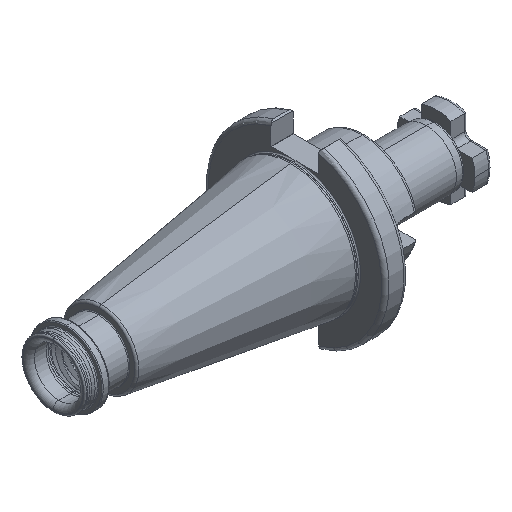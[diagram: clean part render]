
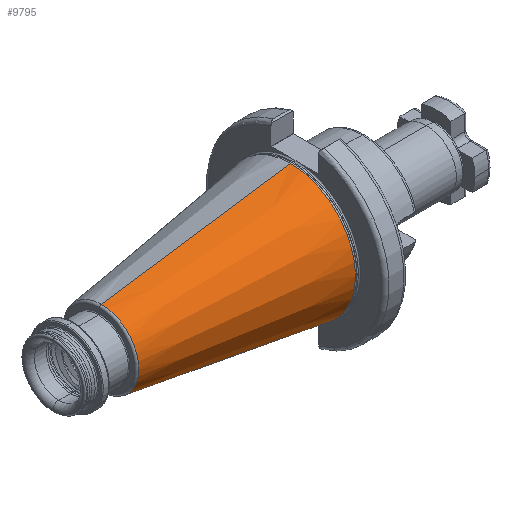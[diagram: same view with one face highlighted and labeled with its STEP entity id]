
A CAD part, isometric view. The second image highlights one B-rep face of the part: STEP entity #9795.
In plain terms, the highlighted conical face has half-angle 8.297 degrees and reference radius 35.027 mm.
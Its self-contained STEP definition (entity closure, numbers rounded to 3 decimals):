
#2226 = AXIS2_PLACEMENT_3D ( 'NONE', #10458, #10500, #10461 ) ;
#2741 = EDGE_CURVE ( 'NONE', #11249, #11184, #8217, .T. ) ;
#2832 = EDGE_CURVE ( 'NONE', #11233, #11244, #8516, .T. ) ;
#3144 = EDGE_CURVE ( 'NONE', #11244, #11184, #6311, .T. ) ;
#3154 = EDGE_CURVE ( 'NONE', #11233, #11249, #6336, .T. ) ;
#3432 = AXIS2_PLACEMENT_3D ( 'NONE', #14570, #14583, #14571 ) ;
#3481 = AXIS2_PLACEMENT_3D ( 'NONE', #14610, #14625, #14611 ) ;
#6311 = CIRCLE ( 'NONE', #3432, 35.027 ) ;
#6336 = CIRCLE ( 'NONE', #3481, 20.207 ) ;
#6624 = CONICAL_SURFACE ( 'NONE', #2226, 35.027, 0.145 ) ;
#6664 = FACE_OUTER_BOUND ( 'NONE', #15619, .T. ) ;
#6718 = ORIENTED_EDGE ( 'NONE', *, *, #3144, .T. ) ;
#8217 = LINE ( 'NONE', #11343, #8330 ) ;
#8330 = VECTOR ( 'NONE', #11398, 1000. ) ;
#8516 = LINE ( 'NONE', #12110, #8534 ) ;
#8534 = VECTOR ( 'NONE', #12128, 1000. ) ;
#9795 = ADVANCED_FACE ( 'NONE', ( #6664 ), #6624, .T. ) ;
#10458 = CARTESIAN_POINT ( 'NONE',  ( -8.5, 0., 0. ) ) ;
#10461 = DIRECTION ( 'NONE',  ( 0., 0., -1. ) ) ;
#10500 = DIRECTION ( 'NONE',  ( 1., 0., 0. ) ) ;
#11184 = VERTEX_POINT ( 'NONE', #16169 ) ;
#11233 = VERTEX_POINT ( 'NONE', #16234 ) ;
#11244 = VERTEX_POINT ( 'NONE', #16239 ) ;
#11249 = VERTEX_POINT ( 'NONE', #16258 ) ;
#11343 = CARTESIAN_POINT ( 'NONE',  ( -8.5, 0., 35.027 ) ) ;
#11398 = DIRECTION ( 'NONE',  ( 0.99, 0., 0.144 ) ) ;
#12110 = CARTESIAN_POINT ( 'NONE',  ( -8.5, 0., -35.027 ) ) ;
#12128 = DIRECTION ( 'NONE',  ( 0.99, 0., -0.144 ) ) ;
#12596 = ORIENTED_EDGE ( 'NONE', *, *, #3154, .F. ) ;
#12622 = ORIENTED_EDGE ( 'NONE', *, *, #2832, .T. ) ;
#12629 = ORIENTED_EDGE ( 'NONE', *, *, #2741, .F. ) ;
#14570 = CARTESIAN_POINT ( 'NONE',  ( -8.5, 0., 0. ) ) ;
#14571 = DIRECTION ( 'NONE',  ( 0., 0., 1. ) ) ;
#14583 = DIRECTION ( 'NONE',  ( -1., 0., 0. ) ) ;
#14610 = CARTESIAN_POINT ( 'NONE',  ( -110.123, 0., 0. ) ) ;
#14611 = DIRECTION ( 'NONE',  ( 0., 0., 1. ) ) ;
#14625 = DIRECTION ( 'NONE',  ( -1., 0., 0. ) ) ;
#15619 = EDGE_LOOP ( 'NONE', ( #12629, #12596, #12622, #6718 ) ) ;
#16169 = CARTESIAN_POINT ( 'NONE',  ( -8.5, 0., 35.027 ) ) ;
#16234 = CARTESIAN_POINT ( 'NONE',  ( -110.123, 0., -20.207 ) ) ;
#16239 = CARTESIAN_POINT ( 'NONE',  ( -8.5, 0., -35.027 ) ) ;
#16258 = CARTESIAN_POINT ( 'NONE',  ( -110.123, 0., 20.207 ) ) ;
